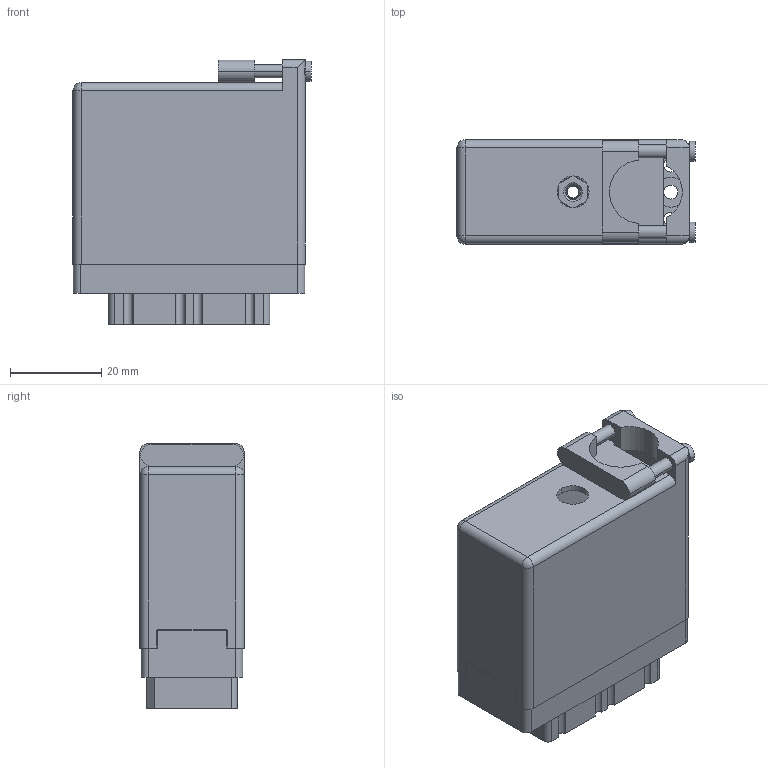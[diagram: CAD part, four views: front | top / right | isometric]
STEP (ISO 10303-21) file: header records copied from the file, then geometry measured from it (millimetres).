
FILE_DESCRIPTION (( 'STEP AP203' ), '1' );
FILE_NAME ('519-036-541-466.STEP', '2020-09-09T22:43:02', ( '' ), ( '' ), 'SwSTEP 2.0', 'SolidWorks 2020', '' );
FILE_SCHEMA (( 'CONFIG_CONTROL_DESIGN' ));
Length unit declared in the file: inch
Products named in the file (5): 516-252-035-100_516-252-035-100; 516-230-001_Metal - 038 Top Entry; 516-292-001_541 Contact; 519-036-541-466; 519 Receptacle Insulator_036
Assembly tree (39 placements, depth 2):
  519-036-541-466
    519 Receptacle Insulator_036
    516-292-001_541 Contact  x36
    516-252-035-100_516-252-035-100
    516-230-001_Metal - 038 Top Entry
Bounding box: 52.27 x 22.83 x 58.09 mm (x, y, z)
Volume: 21663.8 mm3; surface area: 35354.1 mm2
Topology: 39 solids, 39 shells, 3555 faces, 10285 edges, 6824 vertices
Faces by surface type: plane 2167, cylinder 1152, bspline 222, cone 12, sphere 2
Entity records: 38457 total; most frequent: CARTESIAN_POINT 8847, ORIENTED_EDGE 6006, DIRECTION 5791, EDGE_CURVE 3003, LINE 2165, VECTOR 2165, VERTEX_POINT 1994, AXIS2_PLACEMENT_3D 1813
